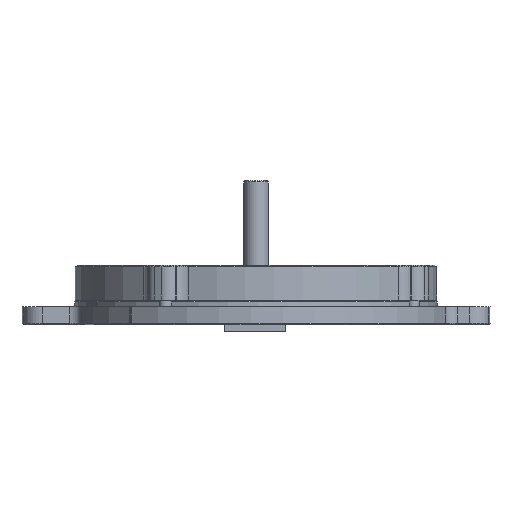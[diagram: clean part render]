
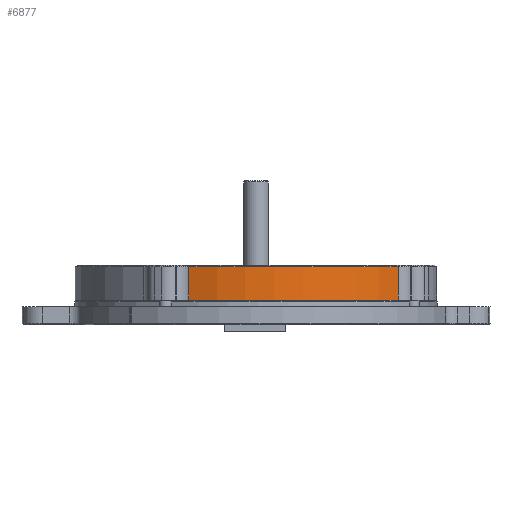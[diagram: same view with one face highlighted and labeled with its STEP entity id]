
A CAD part, front view. The second image highlights one B-rep face of the part: STEP entity #6877.
In plain terms, the highlighted cylindrical face has radius 29 mm (diameter 58 mm), a partial arc.
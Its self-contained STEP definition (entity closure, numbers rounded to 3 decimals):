
#818=LINE('',#11745,#1328);
#820=LINE('',#11748,#1330);
#1328=VECTOR('',#9745,10.);
#1330=VECTOR('',#9749,10.);
#1440=CYLINDRICAL_SURFACE('',#7697,29.);
#1802=FACE_OUTER_BOUND('',#2232,.T.);
#2232=EDGE_LOOP('',(#6040,#6041,#6042,#6043));
#2591=CIRCLE('',#7565,29.);
#2657=CIRCLE('',#7674,29.);
#3203=VERTEX_POINT('',#11443);
#3205=VERTEX_POINT('',#11449);
#3287=VERTEX_POINT('',#11700);
#3288=VERTEX_POINT('',#11702);
#4077=EDGE_CURVE('',#3205,#3203,#2591,.T.);
#4203=EDGE_CURVE('',#3288,#3287,#2657,.T.);
#4223=EDGE_CURVE('',#3203,#3287,#818,.T.);
#4225=EDGE_CURVE('',#3288,#3205,#820,.T.);
#6040=ORIENTED_EDGE('',*,*,#4077,.F.);
#6041=ORIENTED_EDGE('',*,*,#4225,.F.);
#6042=ORIENTED_EDGE('',*,*,#4203,.T.);
#6043=ORIENTED_EDGE('',*,*,#4223,.F.);
#6877=ADVANCED_FACE('',(#1802),#1440,.T.);
#7565=AXIS2_PLACEMENT_3D('',#11451,#9416,#9417);
#7674=AXIS2_PLACEMENT_3D('',#11703,#9694,#9695);
#7697=AXIS2_PLACEMENT_3D('',#11747,#9747,#9748);
#9416=DIRECTION('center_axis',(0.,0.,1.));
#9417=DIRECTION('ref_axis',(0.81,-0.587,0.));
#9694=DIRECTION('center_axis',(0.,0.,1.));
#9695=DIRECTION('ref_axis',(0.81,-0.587,0.));
#9745=DIRECTION('',(0.,0.,-1.));
#9747=DIRECTION('center_axis',(0.,0.,-1.));
#9748=DIRECTION('ref_axis',(0.81,-0.587,0.));
#9749=DIRECTION('',(0.,0.,1.));
#11443=CARTESIAN_POINT('',(-63.233,-28.182,52.329));
#11449=CARTESIAN_POINT('',(-96.777,-37.17,52.329));
#11451=CARTESIAN_POINT('Origin',(-86.016,-10.24,52.329));
#11700=CARTESIAN_POINT('',(-63.233,-28.182,47.029));
#11702=CARTESIAN_POINT('',(-96.777,-37.17,47.029));
#11703=CARTESIAN_POINT('Origin',(-86.016,-10.24,47.029));
#11745=CARTESIAN_POINT('',(-63.233,-28.182,52.629));
#11747=CARTESIAN_POINT('Origin',(-86.016,-10.24,52.629));
#11748=CARTESIAN_POINT('',(-96.777,-37.17,52.629));
